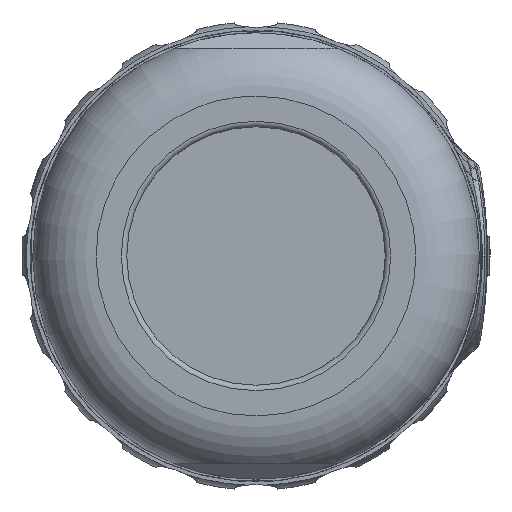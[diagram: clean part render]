
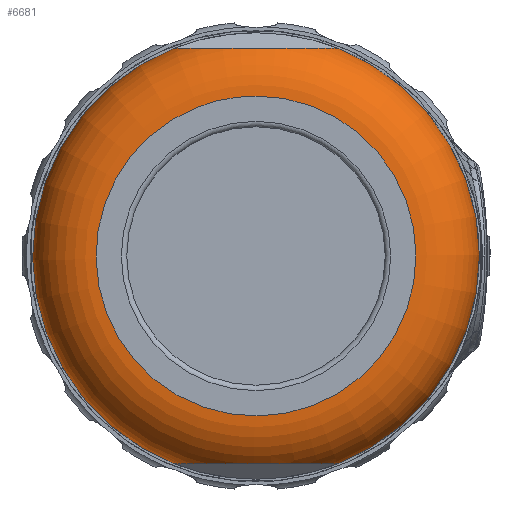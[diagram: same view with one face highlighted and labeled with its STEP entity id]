
A CAD part, front view. The second image highlights one B-rep face of the part: STEP entity #6681.
In plain terms, the highlighted toroidal (fillet/blend) face has major radius 8.85 mm and minor radius 3.5 mm.
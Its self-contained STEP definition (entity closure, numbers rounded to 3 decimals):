
#6496=CARTESIAN_POINT('',(4.502,-36.9,-11.5));
#6497=VERTEX_POINT('',#6496);
#6515=CARTESIAN_POINT('',(-4.502,-36.9,-11.5));
#6516=VERTEX_POINT('',#6515);
#6523=CARTESIAN_POINT('',(-4.502,-36.9,11.5));
#6524=VERTEX_POINT('',#6523);
#6525=CARTESIAN_POINT('',(0.,-36.9,0.));
#6526=DIRECTION('',(0.0,1.0,0.0));
#6527=DIRECTION('',(0.0,0.0,1.0));
#6528=AXIS2_PLACEMENT_3D('',#6525,#6526,#6527);
#6529=CIRCLE('',#6528,12.35);
#6530=EDGE_CURVE('',#6516,#6524,#6529,.T.);
#6549=CARTESIAN_POINT('',(4.502,-36.9,11.5));
#6550=VERTEX_POINT('',#6549);
#6557=CARTESIAN_POINT('',(0.,-36.9,0.));
#6558=DIRECTION('',(0.0,1.0,0.0));
#6559=DIRECTION('',(0.0,0.0,1.0));
#6560=AXIS2_PLACEMENT_3D('',#6557,#6558,#6559);
#6561=CIRCLE('',#6560,12.35);
#6562=EDGE_CURVE('',#6550,#6497,#6561,.T.);
#6591=CARTESIAN_POINT('',(-4.502,-36.9,-11.5));
#6592=CARTESIAN_POINT('',(-4.502,-37.06,-11.5));
#6593=CARTESIAN_POINT('',(-4.464,-37.248,-11.5));
#6594=CARTESIAN_POINT('',(-4.33,-37.582,-11.5));
#6595=CARTESIAN_POINT('',(-4.196,-37.78,-11.5));
#6596=CARTESIAN_POINT('',(-3.852,-38.154,-11.5));
#6597=CARTESIAN_POINT('',(-3.548,-38.366,-11.5));
#6598=CARTESIAN_POINT('',(-2.333,-39.009,-11.5));
#6599=CARTESIAN_POINT('',(-1.066,-39.186,-11.5));
#6600=CARTESIAN_POINT('',(0.,-39.186,-11.5));
#6601=CARTESIAN_POINT('',(1.066,-39.186,-11.5));
#6602=CARTESIAN_POINT('',(2.333,-39.009,-11.5));
#6603=CARTESIAN_POINT('',(3.548,-38.366,-11.5));
#6604=CARTESIAN_POINT('',(3.852,-38.154,-11.5));
#6605=CARTESIAN_POINT('',(4.196,-37.78,-11.5));
#6606=CARTESIAN_POINT('',(4.33,-37.582,-11.5));
#6607=CARTESIAN_POINT('',(4.464,-37.248,-11.5));
#6608=CARTESIAN_POINT('',(4.502,-37.06,-11.5));
#6609=CARTESIAN_POINT('',(4.502,-36.9,-11.5));
#6610=B_SPLINE_CURVE_WITH_KNOTS('',3,(#6591,#6592,#6593,#6594,#6595,#6596,#6597,#6598,#6599,#6600,#6601,#6602,#6603,#6604,#6605,#6606,#6607,#6608,#6609),.UNSPECIFIED.,.F.,.U.,(4,2,2,2,3,2,2,2,4),(-0.52,-0.472,-0.412,-0.32,0.0,0.32,0.412,0.472,0.52),.UNSPECIFIED.);
#6611=EDGE_CURVE('',#6516,#6497,#6610,.T.);
#6638=CARTESIAN_POINT('',(0.,-36.9,0.));
#6639=DIRECTION('',(0.,1.0,0.));
#6640=DIRECTION('',(-1.0,0.0,0.0));
#6641=AXIS2_PLACEMENT_3D('',#6638,#6639,#6640);
#6642=TOROIDAL_SURFACE('',#6641,8.85,3.5);
#6643=CARTESIAN_POINT('',(0.,-40.4,8.85));
#6644=VERTEX_POINT('',#6643);
#6645=CARTESIAN_POINT('',(0.,-40.4,0.));
#6646=DIRECTION('',(0.0,1.0,0.0));
#6647=DIRECTION('',(0.0,0.0,1.0));
#6648=AXIS2_PLACEMENT_3D('',#6645,#6646,#6647);
#6649=CIRCLE('',#6648,8.85);
#6650=EDGE_CURVE('',#6644,#6644,#6649,.T.);
#6651=ORIENTED_EDGE('',*,*,#6650,.T.);
#6652=EDGE_LOOP('',(#6651));
#6653=FACE_OUTER_BOUND('',#6652,.T.);
#6654=ORIENTED_EDGE('',*,*,#6611,.T.);
#6655=ORIENTED_EDGE('',*,*,#6562,.F.);
#6656=CARTESIAN_POINT('',(4.502,-36.9,11.5));
#6657=CARTESIAN_POINT('',(4.502,-37.06,11.5));
#6658=CARTESIAN_POINT('',(4.464,-37.248,11.5));
#6659=CARTESIAN_POINT('',(4.33,-37.582,11.5));
#6660=CARTESIAN_POINT('',(4.196,-37.78,11.5));
#6661=CARTESIAN_POINT('',(3.852,-38.154,11.5));
#6662=CARTESIAN_POINT('',(3.548,-38.366,11.5));
#6663=CARTESIAN_POINT('',(2.333,-39.009,11.5));
#6664=CARTESIAN_POINT('',(1.066,-39.186,11.5));
#6665=CARTESIAN_POINT('',(0.,-39.186,11.5));
#6666=CARTESIAN_POINT('',(-1.066,-39.186,11.5));
#6667=CARTESIAN_POINT('',(-2.333,-39.009,11.5));
#6668=CARTESIAN_POINT('',(-3.548,-38.366,11.5));
#6669=CARTESIAN_POINT('',(-3.852,-38.154,11.5));
#6670=CARTESIAN_POINT('',(-4.196,-37.78,11.5));
#6671=CARTESIAN_POINT('',(-4.33,-37.582,11.5));
#6672=CARTESIAN_POINT('',(-4.464,-37.248,11.5));
#6673=CARTESIAN_POINT('',(-4.502,-37.06,11.5));
#6674=CARTESIAN_POINT('',(-4.502,-36.9,11.5));
#6675=B_SPLINE_CURVE_WITH_KNOTS('',3,(#6656,#6657,#6658,#6659,#6660,#6661,#6662,#6663,#6664,#6665,#6666,#6667,#6668,#6669,#6670,#6671,#6672,#6673,#6674),.UNSPECIFIED.,.F.,.U.,(4,2,2,2,3,2,2,2,4),(-0.52,-0.472,-0.412,-0.32,0.0,0.32,0.412,0.472,0.52),.UNSPECIFIED.);
#6676=EDGE_CURVE('',#6550,#6524,#6675,.T.);
#6677=ORIENTED_EDGE('',*,*,#6676,.T.);
#6678=ORIENTED_EDGE('',*,*,#6530,.F.);
#6679=EDGE_LOOP('',(#6654,#6655,#6677,#6678));
#6680=FACE_BOUND('',#6679,.T.);
#6681=ADVANCED_FACE('',(#6653,#6680),#6642,.T.);
